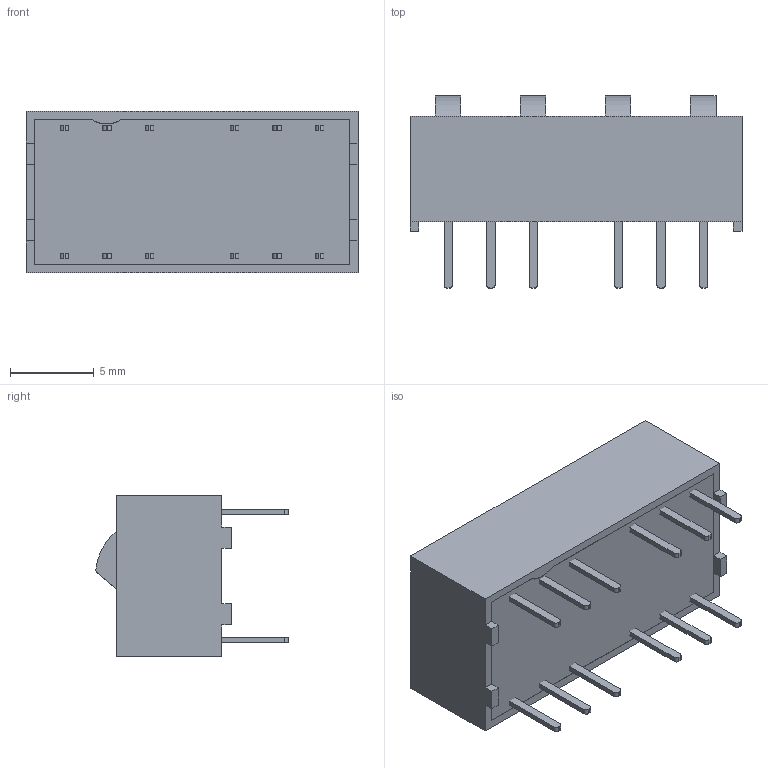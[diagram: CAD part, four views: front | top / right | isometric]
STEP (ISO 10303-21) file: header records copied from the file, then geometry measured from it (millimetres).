
FILE_DESCRIPTION((''),'2;1');
FILE_NAME('76SC04T','2018-10-08T',('erenkor'),(''),'PRO/ENGINEER BY PARAMETRIC TECHNOLOGY CORPORATION, 2016100','PRO/ENGINEER BY PARAMETRIC TECHNOLOGY CORPORATION, 2016100','');
FILE_SCHEMA(('CONFIG_CONTROL_DESIGN'));
Length unit declared in the file: inch
Products named in the file (1): 76SC04T
Bounding box: 19.81 x 11.48 x 9.65 mm (x, y, z)
Surface area: 1354.2 mm2 (no closed solid volume)
Topology: 0 solids, 19 shells, 173 faces, 760 edges, 590 vertices
Faces by surface type: plane 117, cylinder 40, sphere 16
Entity records: 7685 total; most frequent: CARTESIAN_POINT 1555, DIRECTION 1265, ORIENTED_EDGE 1130, EDGE_CURVE 744, VERTEX_POINT 590, VECTOR 537, LINE 537, AXIS2_PLACEMENT_3D 364
